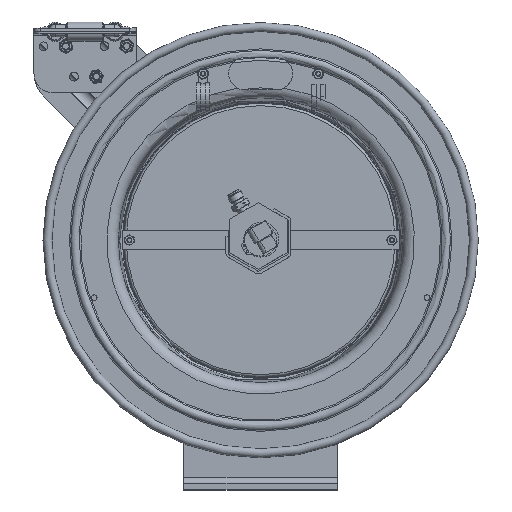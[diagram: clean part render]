
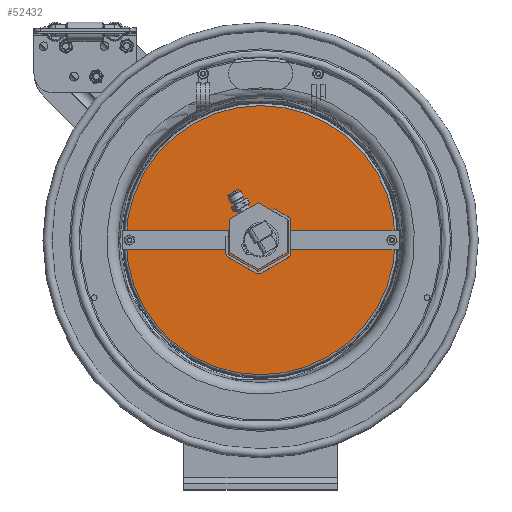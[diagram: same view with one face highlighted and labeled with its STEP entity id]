
A CAD part, top view. The second image highlights one B-rep face of the part: STEP entity #52432.
In plain terms, the highlighted planar face has unit normal (0, 0, 1).
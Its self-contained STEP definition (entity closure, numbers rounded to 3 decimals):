
#13406=FACE_BOUND('',#15886,.T.);
#13407=FACE_BOUND('',#15887,.T.);
#13408=FACE_BOUND('',#15888,.T.);
#13751=FACE_OUTER_BOUND('',#15885,.T.);
#15885=EDGE_LOOP('',(#35864,#35865));
#15886=EDGE_LOOP('',(#35866));
#15887=EDGE_LOOP('',(#35867));
#15888=EDGE_LOOP('',(#35868));
#18362=CIRCLE('',#54859,5.255);
#18363=CIRCLE('',#54860,5.255);
#18367=CIRCLE('',#54865,0.1);
#18368=CIRCLE('',#54866,0.1);
#18369=CIRCLE('',#54867,0.65);
#20139=VERTEX_POINT('',#70764);
#20140=VERTEX_POINT('',#70765);
#20143=VERTEX_POINT('',#70774);
#20144=VERTEX_POINT('',#70776);
#20145=VERTEX_POINT('',#70778);
#26889=EDGE_CURVE('',#20139,#20140,#18362,.T.);
#26890=EDGE_CURVE('',#20140,#20139,#18363,.T.);
#26894=EDGE_CURVE('',#20143,#20143,#18367,.T.);
#26895=EDGE_CURVE('',#20144,#20144,#18368,.T.);
#26896=EDGE_CURVE('',#20145,#20145,#18369,.T.);
#35864=ORIENTED_EDGE('',*,*,#26889,.T.);
#35865=ORIENTED_EDGE('',*,*,#26890,.T.);
#35866=ORIENTED_EDGE('',*,*,#26894,.T.);
#35867=ORIENTED_EDGE('',*,*,#26895,.T.);
#35868=ORIENTED_EDGE('',*,*,#26896,.T.);
#49238=PLANE('',#54864);
#52432=ADVANCED_FACE('',(#13751,#13406,#13407,#13408),#49238,.T.);
#54859=AXIS2_PLACEMENT_3D('',#70766,#58461,#58462);
#54860=AXIS2_PLACEMENT_3D('',#70767,#58463,#58464);
#54864=AXIS2_PLACEMENT_3D('',#70773,#58471,#58472);
#54865=AXIS2_PLACEMENT_3D('',#70775,#58473,#58474);
#54866=AXIS2_PLACEMENT_3D('',#70777,#58475,#58476);
#54867=AXIS2_PLACEMENT_3D('',#70779,#58477,#58478);
#58461=DIRECTION('center_axis',(0.,0.,
1.));
#58462=DIRECTION('ref_axis',(0.,1.,0.));
#58463=DIRECTION('center_axis',(0.,0.,
1.));
#58464=DIRECTION('ref_axis',(0.,1.,0.));
#58471=DIRECTION('center_axis',(0.,0.,
1.));
#58472=DIRECTION('ref_axis',(1.,0.,0.));
#58473=DIRECTION('center_axis',(0.,0.,
-1.));
#58474=DIRECTION('ref_axis',(0.,1.,0.));
#58475=DIRECTION('center_axis',(0.,0.,
-1.));
#58476=DIRECTION('ref_axis',(0.,1.,0.));
#58477=DIRECTION('center_axis',(0.,0.,
-1.));
#58478=DIRECTION('ref_axis',(0.,-1.,0.));
#70764=CARTESIAN_POINT('',(-21.229,2.741,26.091));
#70765=CARTESIAN_POINT('',(-26.484,-2.514,26.091));
#70766=CARTESIAN_POINT('Origin',(-21.229,-2.514,26.091));
#70767=CARTESIAN_POINT('Origin',(-21.229,-2.514,26.091));
#70773=CARTESIAN_POINT('Origin',(-21.229,0.113,26.091));
#70774=CARTESIAN_POINT('',(-16.104,-2.414,26.091));
#70775=CARTESIAN_POINT('Origin',(-16.104,-2.514,26.091));
#70776=CARTESIAN_POINT('',(-26.354,-2.414,26.091));
#70777=CARTESIAN_POINT('Origin',(-26.354,-2.514,26.091));
#70778=CARTESIAN_POINT('',(-21.229,-1.864,26.091));
#70779=CARTESIAN_POINT('Origin',(-21.229,-2.514,26.091));
